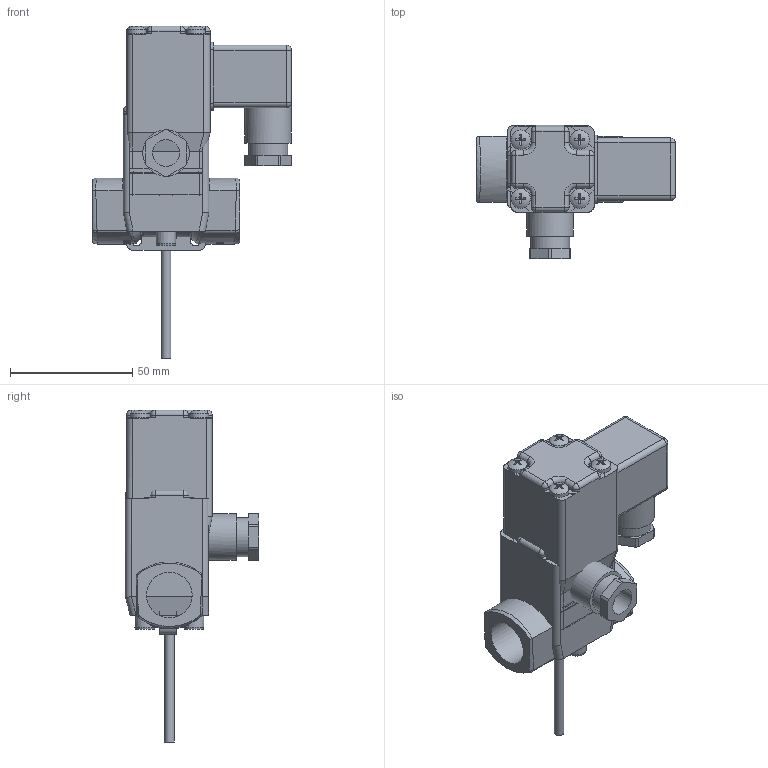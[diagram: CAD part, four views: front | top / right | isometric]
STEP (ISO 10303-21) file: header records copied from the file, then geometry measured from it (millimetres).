
FILE_DESCRIPTION( ( '3D Volumenmodell' ), '1' );
FILE_NAME( '8253200_8001.stp', '02.03.2012', ( 'PLu' ), ( 'Buschjost GmbH' ), 'PSStep 13.0', 'Solid Edge ST2', ' ' );
FILE_SCHEMA( ( 'AUTOMOTIVE_DESIGN { 1 0 10303 214 1 1 1 1 }' ) );
Length unit declared in the file: millimetre
Products named in the file (9): Assem1; 1248101_0000_00000; 1254219_0000_00000; 1256360.0000.00000; 1256360.0000.00000-oa0; 1256360.0000.00000-oa1; 1256360.0000.00000-oa2; 1258133.0000.00000; ST_1242451_0000_00000-02
Bounding box: 81.2 x 54.5 x 135.57 mm (x, y, z)
Volume: 245834.9 mm3; surface area: 73632.8 mm2
Topology: 16 solids, 16 shells, 1204 faces, 2842 edges, 1692 vertices
Faces by surface type: plane 544, cylinder 334, bspline 158, torus 52, sphere 44, extrusion 42, cone 30
Full cylindrical faces by diameter (mm): 2.6 x2, 3 x2, 3.242 x8, 3.3 x10, 4 x8, 4.1 x4, 4.3 x8, 4.5 x8, 4.75 x2, 5.8 x2, 6.6 x2, 6.8 x2, 8 x8, 11 x2, 16 x2, 18.63 x4, 19 x2, 25 x2
Entity records: 28010 total; most frequent: CARTESIAN_POINT 10264, ORIENTED_EDGE 2608, DIRECTION 2606, EDGE_CURVE 1304, AXIS2_PLACEMENT_3D 1000, VERTEX_POINT 817, EDGE_LOOP 713, FACE_OUTER_BOUND 655
